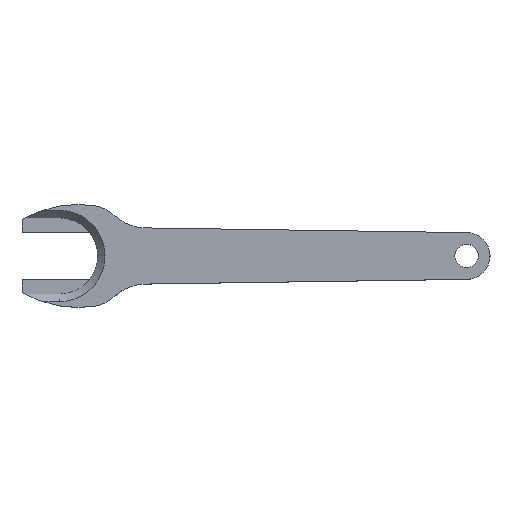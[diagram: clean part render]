
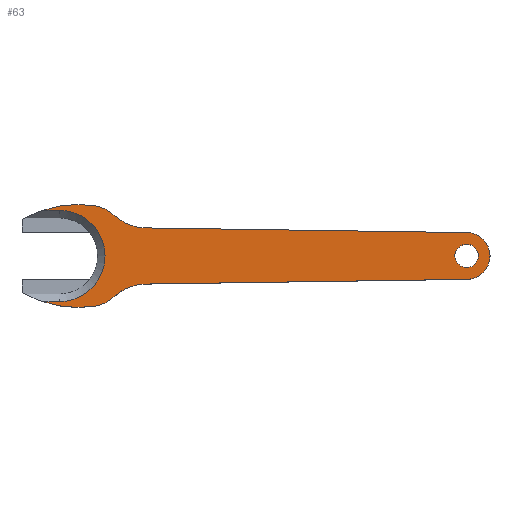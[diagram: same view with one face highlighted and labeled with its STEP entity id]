
A CAD part, top view. The second image highlights one B-rep face of the part: STEP entity #63.
In plain terms, the highlighted planar face has unit normal (0, 0, 1).
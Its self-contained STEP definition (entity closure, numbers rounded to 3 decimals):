
#63 = ADVANCED_FACE( '', ( #146, #147 ), #148, .T. );
#146 = FACE_OUTER_BOUND( '', #249, .T. );
#147 = FACE_BOUND( '', #250, .T. );
#148 = PLANE( '', #251 );
#249 = EDGE_LOOP( '', ( #369, #370, #371, #372, #373, #374, #375, #376, #377, #378, #379, #380 ) );
#250 = EDGE_LOOP( '', ( #381 ) );
#251 = AXIS2_PLACEMENT_3D( '', #382, #383, #384 );
#369 = ORIENTED_EDGE( '', *, *, #643, .T. );
#370 = ORIENTED_EDGE( '', *, *, #640, .T. );
#371 = ORIENTED_EDGE( '', *, *, #644, .F. );
#372 = ORIENTED_EDGE( '', *, *, #645, .F. );
#373 = ORIENTED_EDGE( '', *, *, #646, .F. );
#374 = ORIENTED_EDGE( '', *, *, #624, .F. );
#375 = ORIENTED_EDGE( '', *, *, #647, .F. );
#376 = ORIENTED_EDGE( '', *, *, #648, .F. );
#377 = ORIENTED_EDGE( '', *, *, #649, .F. );
#378 = ORIENTED_EDGE( '', *, *, #650, .F. );
#379 = ORIENTED_EDGE( '', *, *, #651, .F. );
#380 = ORIENTED_EDGE( '', *, *, #652, .T. );
#381 = ORIENTED_EDGE( '', *, *, #653, .T. );
#382 = CARTESIAN_POINT( '', ( 0., 0., 2. ) );
#383 = DIRECTION( '', ( 0., 0., 1. ) );
#384 = DIRECTION( '', ( 1., 0., 0. ) );
#624 = EDGE_CURVE( '', #738, #740, #741, .T. );
#640 = EDGE_CURVE( '', #767, #765, #768, .T. );
#643 = EDGE_CURVE( '', #771, #767, #772, .T. );
#644 = EDGE_CURVE( '', #773, #765, #774, .T. );
#645 = EDGE_CURVE( '', #775, #773, #776, .T. );
#646 = EDGE_CURVE( '', #740, #775, #777, .T. );
#647 = EDGE_CURVE( '', #778, #738, #779, .T. );
#648 = EDGE_CURVE( '', #780, #778, #781, .T. );
#649 = EDGE_CURVE( '', #782, #780, #783, .T. );
#650 = EDGE_CURVE( '', #784, #782, #785, .T. );
#651 = EDGE_CURVE( '', #786, #784, #787, .T. );
#652 = EDGE_CURVE( '', #786, #771, #788, .T. );
#653 = EDGE_CURVE( '', #789, #789, #790, .F. );
#738 = VERTEX_POINT( '', #906 );
#740 = VERTEX_POINT( '', #909 );
#741 = LINE( '', #910, #911 );
#765 = VERTEX_POINT( '', #941 );
#767 = VERTEX_POINT( '', #943 );
#768 = LINE( '', #944, #945 );
#771 = VERTEX_POINT( '', #949 );
#772 = CIRCLE( '', #950, 9.75 );
#773 = VERTEX_POINT( '', #951 );
#774 = CIRCLE( '', #952, 23.5 );
#775 = VERTEX_POINT( '', #953 );
#776 = CIRCLE( '', #954, 7.85 );
#777 = CIRCLE( '', #955, 10. );
#778 = VERTEX_POINT( '', #956 );
#779 = CIRCLE( '', #957, 5. );
#780 = VERTEX_POINT( '', #958 );
#781 = LINE( '', #959, #960 );
#782 = VERTEX_POINT( '', #961 );
#783 = CIRCLE( '', #962, 10. );
#784 = VERTEX_POINT( '', #963 );
#785 = CIRCLE( '', #964, 7.85 );
#786 = VERTEX_POINT( '', #965 );
#787 = CIRCLE( '', #966, 23.5 );
#788 = LINE( '', #967, #968 );
#789 = VERTEX_POINT( '', #969 );
#790 = CIRCLE( '', #970, 2.5 );
#906 = CARTESIAN_POINT( '', ( 87.073, -4.999, 2. ) );
#909 = CARTESIAN_POINT( '', ( 18.365, -6.001, 2. ) );
#910 = CARTESIAN_POINT( '', ( 87.073, -4.999, 2. ) );
#911 = VECTOR( '', #1112, 1000. );
#941 = CARTESIAN_POINT( '', ( -3.562, -9.75, 2. ) );
#943 = CARTESIAN_POINT( '', ( 0., -9.75, 2. ) );
#944 = CARTESIAN_POINT( '', ( 0., -9.75, 2. ) );
#945 = VECTOR( '', #1137, 1000. );
#949 = CARTESIAN_POINT( '', ( 0., 9.75, 2. ) );
#950 = AXIS2_PLACEMENT_3D( '', #1139, #1140, #1141 );
#951 = CARTESIAN_POINT( '', ( 7.454, -10.745, 2. ) );
#952 = AXIS2_PLACEMENT_3D( '', #1142, #1143, #1144 );
#953 = CARTESIAN_POINT( '', ( 11.67, -8.706, 2. ) );
#954 = AXIS2_PLACEMENT_3D( '', #1145, #1146, #1147 );
#955 = AXIS2_PLACEMENT_3D( '', #1148, #1149, #1150 );
#956 = CARTESIAN_POINT( '', ( 87.073, 4.999, 2. ) );
#957 = AXIS2_PLACEMENT_3D( '', #1151, #1152, #1153 );
#958 = CARTESIAN_POINT( '', ( 18.365, 6.001, 2. ) );
#959 = CARTESIAN_POINT( '', ( 87.073, 4.999, 2. ) );
#960 = VECTOR( '', #1154, 1000. );
#961 = CARTESIAN_POINT( '', ( 11.67, 8.706, 2. ) );
#962 = AXIS2_PLACEMENT_3D( '', #1155, #1156, #1157 );
#963 = CARTESIAN_POINT( '', ( 7.454, 10.745, 2. ) );
#964 = AXIS2_PLACEMENT_3D( '', #1158, #1159, #1160 );
#965 = CARTESIAN_POINT( '', ( -3.562, 9.75, 2. ) );
#966 = AXIS2_PLACEMENT_3D( '', #1161, #1162, #1163 );
#967 = CARTESIAN_POINT( '', ( -8., 9.75, 2. ) );
#968 = VECTOR( '', #1164, 1000. );
#969 = CARTESIAN_POINT( '', ( 89.5, 0., 2. ) );
#970 = AXIS2_PLACEMENT_3D( '', #1165, #1166, #1167 );
#1112 = DIRECTION( '', ( -1., -0.015, 0. ) );
#1137 = DIRECTION( '', ( -1., 0., 0. ) );
#1139 = CARTESIAN_POINT( '', ( 0., 0., 2. ) );
#1140 = DIRECTION( '', ( 0., 0., -1. ) );
#1141 = DIRECTION( '', ( 0., 1., 0. ) );
#1142 = CARTESIAN_POINT( '', ( 4., 12.5, 2. ) );
#1143 = DIRECTION( '', ( 0., 0., -1. ) );
#1144 = DIRECTION( '', ( 1., 0., 0. ) );
#1145 = CARTESIAN_POINT( '', ( 6.3, -2.98, 2. ) );
#1146 = DIRECTION( '', ( 0., 0., -1. ) );
#1147 = DIRECTION( '', ( 1., 0., 0. ) );
#1148 = CARTESIAN_POINT( '', ( 18.511, -16., 2. ) );
#1149 = DIRECTION( '', ( 0., 0., 1. ) );
#1150 = DIRECTION( '', ( 1., 0., 0. ) );
#1151 = CARTESIAN_POINT( '', ( 87., 0., 2. ) );
#1152 = DIRECTION( '', ( 0., 0., -1. ) );
#1153 = DIRECTION( '', ( -1., 0., 0. ) );
#1154 = DIRECTION( '', ( 1., -0.015, 0. ) );
#1155 = CARTESIAN_POINT( '', ( 18.511, 16., 2. ) );
#1156 = DIRECTION( '', ( 0., 0., 1. ) );
#1157 = DIRECTION( '', ( 1., 0., 0. ) );
#1158 = CARTESIAN_POINT( '', ( 6.3, 2.98, 2. ) );
#1159 = DIRECTION( '', ( 0., 0., -1. ) );
#1160 = DIRECTION( '', ( 1., 0., 0. ) );
#1161 = CARTESIAN_POINT( '', ( 4., -12.5, 2. ) );
#1162 = DIRECTION( '', ( 0., 0., -1. ) );
#1163 = DIRECTION( '', ( 1., 0., 0. ) );
#1164 = DIRECTION( '', ( 1., 0., 0. ) );
#1165 = CARTESIAN_POINT( '', ( 87., 0., 2. ) );
#1166 = DIRECTION( '', ( 0., 0., 1. ) );
#1167 = DIRECTION( '', ( 1., 0., 0. ) );
